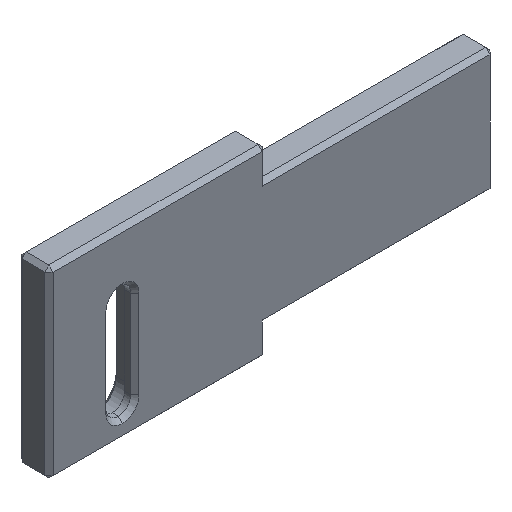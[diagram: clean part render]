
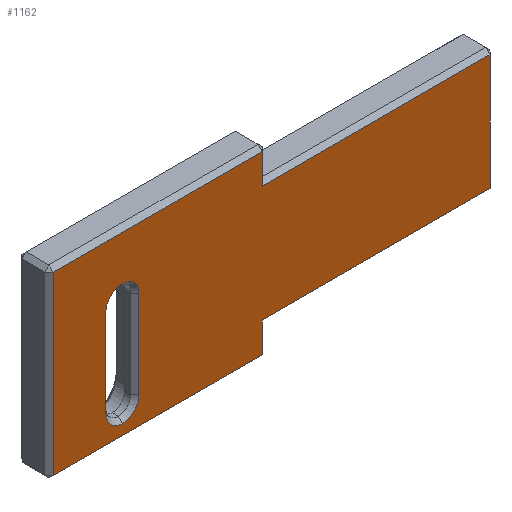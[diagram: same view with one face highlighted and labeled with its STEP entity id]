
A CAD part, isometric view. The second image highlights one B-rep face of the part: STEP entity #1162.
In plain terms, the highlighted planar face has unit normal (0, -1, 0).
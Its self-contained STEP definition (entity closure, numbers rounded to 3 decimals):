
#5 = CARTESIAN_POINT ( 'NONE',  ( -27.6, 35., -14.5 ) ) ;
#11 = CARTESIAN_POINT ( 'NONE',  ( -7.4, 35., -0.4 ) ) ;
#17 = CARTESIAN_POINT ( 'NONE',  ( -28., 35., 2.5 ) ) ;
#31 = CARTESIAN_POINT ( 'NONE',  ( -19.3, 35., -11.9 ) ) ;
#34 = ORIENTED_EDGE ( 'NONE', *, *, #1122, .T. ) ;
#42 = CARTESIAN_POINT ( 'NONE',  ( -7.4, 35., 2.5 ) ) ;
#92 = CARTESIAN_POINT ( 'NONE',  ( 0., 35., -0.4 ) ) ;
#93 = DIRECTION ( 'NONE',  ( 0., 0., -1. ) ) ;
#101 = DIRECTION ( 'NONE',  ( -1., 0., 0. ) ) ;
#108 = ORIENTED_EDGE ( 'NONE', *, *, #842, .T. ) ;
#121 = DIRECTION ( 'NONE',  ( 0., 1., 0. ) ) ;
#123 = CARTESIAN_POINT ( 'NONE',  ( -19.3, 35., -3.4 ) ) ;
#140 = CARTESIAN_POINT ( 'NONE',  ( 0., 35., -11.6 ) ) ;
#155 = VERTEX_POINT ( 'NONE', #671 ) ;
#170 = DIRECTION ( 'NONE',  ( 0., 0., 1. ) ) ;
#186 = DIRECTION ( 'NONE',  ( 0., 1., 0. ) ) ;
#198 = LINE ( 'NONE', #921, #766 ) ;
#210 = EDGE_LOOP ( 'NONE', ( #392, #34, #777, #920, #1557 ) ) ;
#226 = VECTOR ( 'NONE', #93, 1000. ) ;
#228 = VERTEX_POINT ( 'NONE', #328 ) ;
#248 = LINE ( 'NONE', #92, #442 ) ;
#257 = LINE ( 'NONE', #1796, #1491 ) ;
#284 = DIRECTION ( 'NONE',  ( 1., 0., 0. ) ) ;
#288 = VERTEX_POINT ( 'NONE', #5 ) ;
#328 = CARTESIAN_POINT ( 'NONE',  ( -22.5, 35., -3.4 ) ) ;
#344 = EDGE_CURVE ( 'NONE', #228, #533, #948, .T. ) ;
#347 = PLANE ( 'NONE',  #1151 ) ;
#356 = DIRECTION ( 'NONE',  ( 0., 0., 1. ) ) ;
#365 = CARTESIAN_POINT ( 'NONE',  ( -20.9, 35., -13.5 ) ) ;
#374 = EDGE_CURVE ( 'NONE', #578, #776, #198, .T. ) ;
#381 = ORIENTED_EDGE ( 'NONE', *, *, #1026, .T. ) ;
#391 = CARTESIAN_POINT ( 'NONE',  ( -19.3, 35., 0. ) ) ;
#392 = ORIENTED_EDGE ( 'NONE', *, *, #953, .T. ) ;
#411 = AXIS2_PLACEMENT_3D ( 'NONE', #1717, #121, #1284 ) ;
#426 = LINE ( 'NONE', #140, #1007 ) ;
#429 = EDGE_CURVE ( 'NONE', #1357, #631, #828, .T. ) ;
#442 = VECTOR ( 'NONE', #101, 1000. ) ;
#466 = CARTESIAN_POINT ( 'NONE',  ( 0., 35., 0. ) ) ;
#473 = ORIENTED_EDGE ( 'NONE', *, *, #975, .T. ) ;
#496 = AXIS2_PLACEMENT_3D ( 'NONE', #1451, #186, #1069 ) ;
#505 = LINE ( 'NONE', #391, #226 ) ;
#519 = VECTOR ( 'NONE', #1748, 1000. ) ;
#533 = VERTEX_POINT ( 'NONE', #123 ) ;
#578 = VERTEX_POINT ( 'NONE', #11 ) ;
#580 = ORIENTED_EDGE ( 'NONE', *, *, #1595, .T. ) ;
#596 = ORIENTED_EDGE ( 'NONE', *, *, #1390, .T. ) ;
#612 = VECTOR ( 'NONE', #1156, 1000. ) ;
#631 = VERTEX_POINT ( 'NONE', #1146 ) ;
#642 = VECTOR ( 'NONE', #1082, 1000. ) ;
#646 = AXIS2_PLACEMENT_3D ( 'NONE', #1803, #1109, #819 ) ;
#671 = CARTESIAN_POINT ( 'NONE',  ( -27.6, 35., 2.5 ) ) ;
#698 = EDGE_CURVE ( 'NONE', #631, #228, #1437, .T. ) ;
#709 = VECTOR ( 'NONE', #1753, 1000. ) ;
#749 = FACE_BOUND ( 'NONE', #210, .T. ) ;
#759 = CARTESIAN_POINT ( 'NONE',  ( -27.6, 35., -14.9 ) ) ;
#766 = VECTOR ( 'NONE', #772, 1000. ) ;
#768 = CARTESIAN_POINT ( 'NONE',  ( 14.6, 35., -11.6 ) ) ;
#772 = DIRECTION ( 'NONE',  ( 0., 0., 1. ) ) ;
#776 = VERTEX_POINT ( 'NONE', #42 ) ;
#777 = ORIENTED_EDGE ( 'NONE', *, *, #429, .T. ) ;
#798 = LINE ( 'NONE', #817, #642 ) ;
#817 = CARTESIAN_POINT ( 'NONE',  ( -7.4, 35., 0. ) ) ;
#819 = DIRECTION ( 'NONE',  ( 0., 0., 1. ) ) ;
#828 = CIRCLE ( 'NONE', #646, 1.6 ) ;
#842 = EDGE_CURVE ( 'NONE', #155, #288, #1040, .T. ) ;
#899 = CARTESIAN_POINT ( 'NONE',  ( 14.6, 35., -0.4 ) ) ;
#920 = ORIENTED_EDGE ( 'NONE', *, *, #698, .T. ) ;
#921 = CARTESIAN_POINT ( 'NONE',  ( -7.4, 35., 0. ) ) ;
#926 = DIRECTION ( 'NONE',  ( 1., 0., 0. ) ) ;
#948 = CIRCLE ( 'NONE', #496, 1.6 ) ;
#953 = EDGE_CURVE ( 'NONE', #533, #1192, #505, .T. ) ;
#975 = EDGE_CURVE ( 'NONE', #1838, #1615, #798, .T. ) ;
#996 = LINE ( 'NONE', #17, #612 ) ;
#1007 = VECTOR ( 'NONE', #284, 1000. ) ;
#1023 = ORIENTED_EDGE ( 'NONE', *, *, #374, .T. ) ;
#1026 = EDGE_CURVE ( 'NONE', #776, #155, #996, .T. ) ;
#1040 = LINE ( 'NONE', #759, #709 ) ;
#1069 = DIRECTION ( 'NONE',  ( 0., 0., 1. ) ) ;
#1082 = DIRECTION ( 'NONE',  ( 0., 0., 1. ) ) ;
#1105 = ORIENTED_EDGE ( 'NONE', *, *, #1503, .T. ) ;
#1109 = DIRECTION ( 'NONE',  ( 0., 1., 0. ) ) ;
#1122 = EDGE_CURVE ( 'NONE', #1192, #1357, #1675, .T. ) ;
#1146 = CARTESIAN_POINT ( 'NONE',  ( -22.5, 35., -11.9 ) ) ;
#1151 = AXIS2_PLACEMENT_3D ( 'NONE', #466, #1299, #356 ) ;
#1156 = DIRECTION ( 'NONE',  ( -1., 0., 0. ) ) ;
#1162 = ADVANCED_FACE ( 'NONE', ( #1316, #749 ), #347, .F. ) ;
#1192 = VERTEX_POINT ( 'NONE', #31 ) ;
#1238 = VERTEX_POINT ( 'NONE', #768 ) ;
#1263 = VERTEX_POINT ( 'NONE', #899 ) ;
#1281 = CARTESIAN_POINT ( 'NONE',  ( -22.5, 35., 0. ) ) ;
#1284 = DIRECTION ( 'NONE',  ( 0., 0., 1. ) ) ;
#1297 = EDGE_CURVE ( 'NONE', #288, #1838, #257, .T. ) ;
#1299 = DIRECTION ( 'NONE',  ( 0., 1., 0. ) ) ;
#1316 = FACE_OUTER_BOUND ( 'NONE', #1831, .T. ) ;
#1321 = LINE ( 'NONE', #1622, #519 ) ;
#1357 = VERTEX_POINT ( 'NONE', #365 ) ;
#1390 = EDGE_CURVE ( 'NONE', #1263, #578, #248, .T. ) ;
#1416 = ORIENTED_EDGE ( 'NONE', *, *, #1297, .T. ) ;
#1437 = LINE ( 'NONE', #1281, #1647 ) ;
#1451 = CARTESIAN_POINT ( 'NONE',  ( -20.9, 35., -3.4 ) ) ;
#1491 = VECTOR ( 'NONE', #926, 1000. ) ;
#1503 = EDGE_CURVE ( 'NONE', #1615, #1238, #426, .T. ) ;
#1557 = ORIENTED_EDGE ( 'NONE', *, *, #344, .T. ) ;
#1595 = EDGE_CURVE ( 'NONE', #1238, #1263, #1321, .T. ) ;
#1611 = CARTESIAN_POINT ( 'NONE',  ( -7.4, 35., -11.6 ) ) ;
#1615 = VERTEX_POINT ( 'NONE', #1611 ) ;
#1622 = CARTESIAN_POINT ( 'NONE',  ( 14.6, 35., 0. ) ) ;
#1647 = VECTOR ( 'NONE', #170, 1000. ) ;
#1675 = CIRCLE ( 'NONE', #411, 1.6 ) ;
#1717 = CARTESIAN_POINT ( 'NONE',  ( -20.9, 35., -11.9 ) ) ;
#1748 = DIRECTION ( 'NONE',  ( 0., 0., 1. ) ) ;
#1753 = DIRECTION ( 'NONE',  ( 0., 0., -1. ) ) ;
#1796 = CARTESIAN_POINT ( 'NONE',  ( -7., 35., -14.5 ) ) ;
#1802 = CARTESIAN_POINT ( 'NONE',  ( -7.4, 35., -14.5 ) ) ;
#1803 = CARTESIAN_POINT ( 'NONE',  ( -20.9, 35., -11.9 ) ) ;
#1831 = EDGE_LOOP ( 'NONE', ( #108, #1416, #473, #1105, #580, #596, #1023, #381 ) ) ;
#1838 = VERTEX_POINT ( 'NONE', #1802 ) ;
